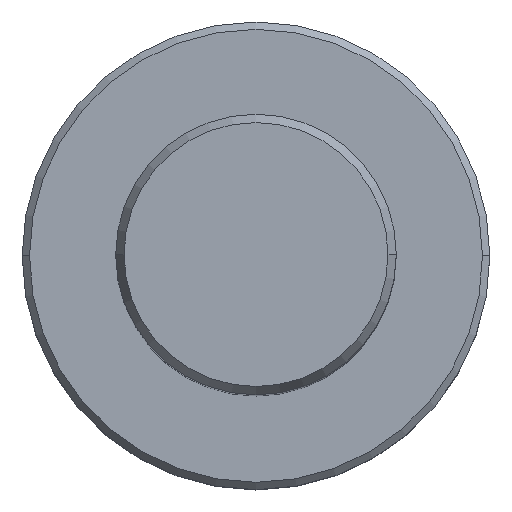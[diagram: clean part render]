
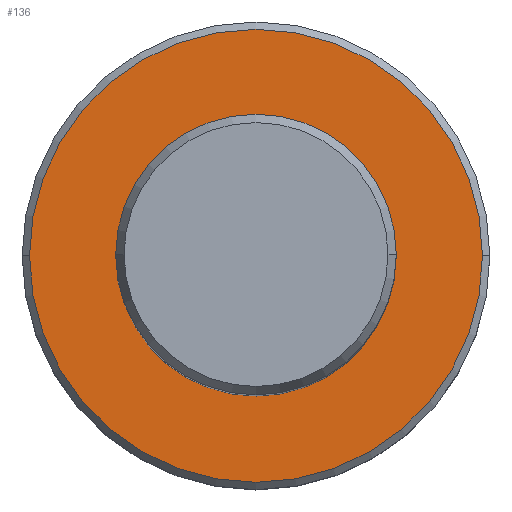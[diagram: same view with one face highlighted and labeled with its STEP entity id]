
A CAD part, top view. The second image highlights one B-rep face of the part: STEP entity #136.
In plain terms, the highlighted planar face has unit normal (0, 0, 1).
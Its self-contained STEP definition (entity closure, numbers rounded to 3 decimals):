
#28=FACE_BOUND('',#259,.T.);
#29=FACE_BOUND('',#260,.T.);
#39=PLANE('',#1081);
#136=ADVANCED_FACE('',(#28,#29),#39,.F.);
#259=EDGE_LOOP('',(#446,#447));
#260=EDGE_LOOP('',(#448,#449));
#446=ORIENTED_EDGE('',*,*,#635,.T.);
#447=ORIENTED_EDGE('',*,*,#637,.F.);
#448=ORIENTED_EDGE('',*,*,#638,.T.);
#449=ORIENTED_EDGE('',*,*,#639,.F.);
#536=VERTEX_POINT('',#1778);
#537=VERTEX_POINT('',#1780);
#538=VERTEX_POINT('',#1786);
#539=VERTEX_POINT('',#1787);
#635=EDGE_CURVE('',#537,#536,#731,.T.);
#637=EDGE_CURVE('',#537,#536,#732,.T.);
#638=EDGE_CURVE('',#538,#539,#733,.T.);
#639=EDGE_CURVE('',#538,#539,#734,.T.);
#731=CIRCLE('',#1075,15.375);
#732=CIRCLE('',#1077,15.375);
#733=CIRCLE('',#1079,9.025);
#734=CIRCLE('',#1080,9.025);
#1075=AXIS2_PLACEMENT_3D('',#1779,#1357,#1358);
#1077=AXIS2_PLACEMENT_3D('',#1783,#1362,#1363);
#1079=AXIS2_PLACEMENT_3D('',#1785,#1366,#1367);
#1080=AXIS2_PLACEMENT_3D('',#1788,#1368,#1369);
#1081=AXIS2_PLACEMENT_3D('',#1789,#1370,#1371);
#1357=DIRECTION('',(0.,0.,1.));
#1358=DIRECTION('',(-1.,0.,0.));
#1362=DIRECTION('',(0.,0.,-1.));
#1363=DIRECTION('',(-1.,0.,0.));
#1366=DIRECTION('',(0.,0.,-1.));
#1367=DIRECTION('',(-1.,0.,0.));
#1368=DIRECTION('',(0.,0.,1.));
#1369=DIRECTION('',(-1.,0.,0.));
#1370=DIRECTION('',(0.,0.,-1.));
#1371=DIRECTION('',(-1.,0.,0.));
#1778=CARTESIAN_POINT('',(15.375,0.,0.));
#1779=CARTESIAN_POINT('',(0.,0.,0.));
#1780=CARTESIAN_POINT('',(-15.375,0.,0.));
#1783=CARTESIAN_POINT('',(0.,0.,0.));
#1785=CARTESIAN_POINT('',(0.,0.,0.));
#1786=CARTESIAN_POINT('',(-9.025,0.,0.));
#1787=CARTESIAN_POINT('',(9.025,0.,0.));
#1788=CARTESIAN_POINT('',(0.,0.,0.));
#1789=CARTESIAN_POINT('',(0.,0.,0.));
